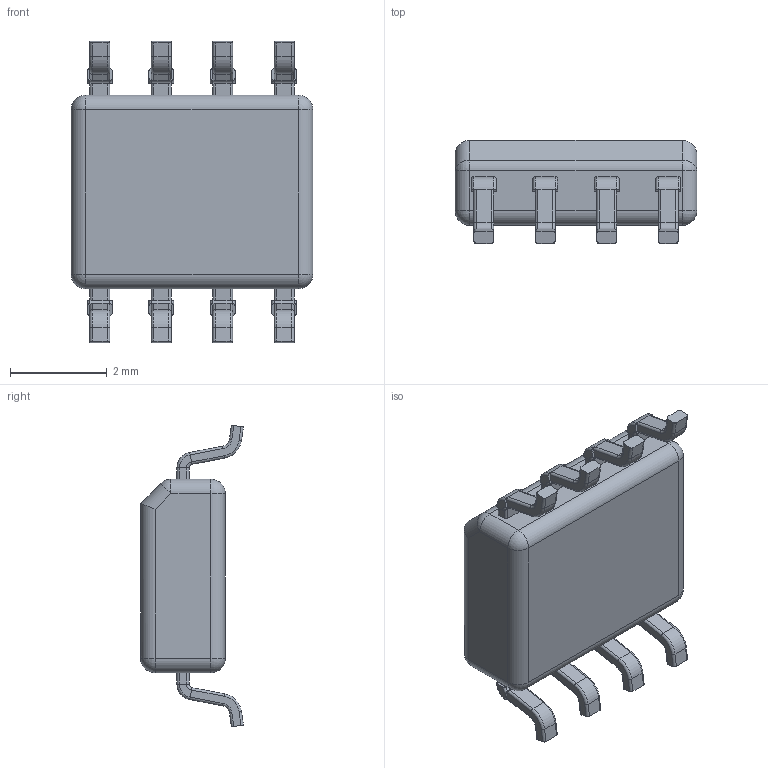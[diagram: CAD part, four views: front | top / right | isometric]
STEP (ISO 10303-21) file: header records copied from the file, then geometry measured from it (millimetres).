
FILE_DESCRIPTION (( 'STEP AP214' ), '1' );
FILE_NAME ('SO8.STEP', '2020-01-18T15:29:24', ( '' ), ( '' ), 'SwSTEP 2.0', 'SolidWorks 2019', '' );
FILE_SCHEMA (( 'AUTOMOTIVE_DESIGN' ));
Length unit declared in the file: millimetre
Products named in the file (1): SO8
Bounding box: 5 x 2.12 x 6.23 mm (x, y, z)
Volume: 35.2 mm3; surface area: 84.4 mm2
Topology: 1 solids, 1 shells, 360 faces, 901 edges, 544 vertices
Faces by surface type: cylinder 144, plane 144, torus 64, sphere 8
Entity records: 11043 total; most frequent: DIRECTION 2025, CARTESIAN_POINT 1804, ORIENTED_EDGE 1786, EDGE_CURVE 893, AXIS2_PLACEMENT_3D 773, VERTEX_POINT 544, LINE 479, VECTOR 479
